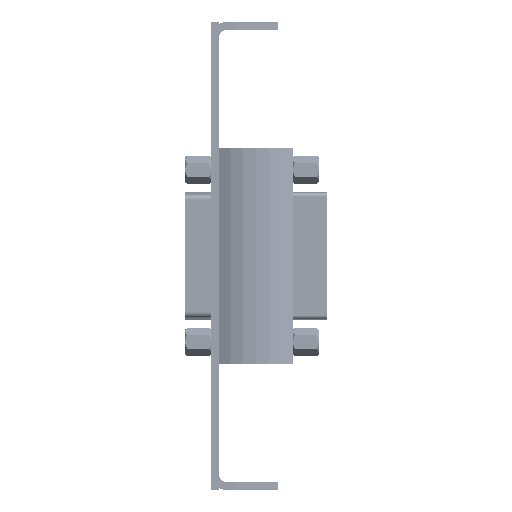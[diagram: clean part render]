
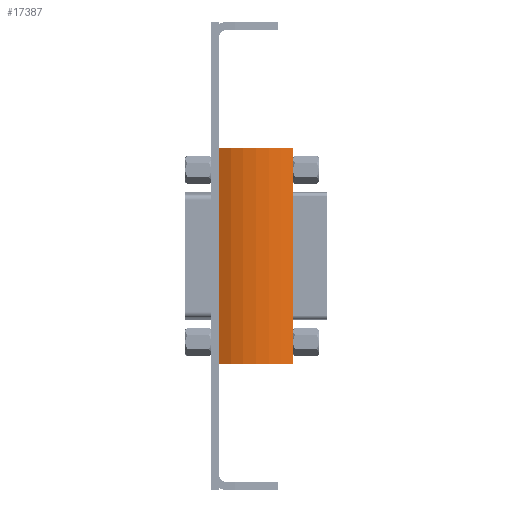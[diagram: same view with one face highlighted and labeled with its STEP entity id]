
A CAD part, left-side view. The second image highlights one B-rep face of the part: STEP entity #17387.
In plain terms, the highlighted cylindrical face has radius 14.681 mm (diameter 29.362 mm), a partial arc.
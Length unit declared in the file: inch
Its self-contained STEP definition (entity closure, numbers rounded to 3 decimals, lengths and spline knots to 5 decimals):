
#312 = DIRECTION ( 'NONE',  ( 0., 0., 1. ) ) ;
#3463 = CARTESIAN_POINT ( 'NONE',  ( 0.24512, 0., -0.804 ) ) ;
#5016 = AXIS2_PLACEMENT_3D ( 'NONE', #42494, #14448, #47192 ) ;
#5347 = CIRCLE ( 'NONE', #5932, 0.578 ) ;
#5932 = AXIS2_PLACEMENT_3D ( 'NONE', #25975, #58740, #30671 ) ;
#14197 = VECTOR ( 'NONE', #312, 39.37008 ) ;
#14448 = DIRECTION ( 'NONE',  ( 0., 0., -1. ) ) ;
#16362 = ORIENTED_EDGE ( 'NONE', *, *, #21390, .F. ) ;
#17387 = ADVANCED_FACE ( 'NONE', ( #56983 ), #19643, .T. ) ;
#17664 = ORIENTED_EDGE ( 'NONE', *, *, #24924, .F. ) ;
#19643 = CYLINDRICAL_SURFACE ( 'NONE', #21506, 0.578 ) ;
#21122 = EDGE_LOOP ( 'NONE', ( #58205, #17664, #16362, #32987 ) ) ;
#21390 = EDGE_CURVE ( 'NONE', #47322, #32151, #33716, .T. ) ;
#21506 = AXIS2_PLACEMENT_3D ( 'NONE', #3463, #26726, #50271 ) ;
#23567 = VERTEX_POINT ( 'NONE', #37098 ) ;
#24924 = EDGE_CURVE ( 'NONE', #32151, #44371, #37172, .T. ) ;
#25754 = CARTESIAN_POINT ( 'NONE',  ( -0.263, 0.2755, -0.804 ) ) ;
#25975 = CARTESIAN_POINT ( 'NONE',  ( 0.24512, 0., 0.804 ) ) ;
#26726 = DIRECTION ( 'NONE',  ( 0., 0., 1. ) ) ;
#27340 = EDGE_CURVE ( 'NONE', #47322, #23567, #29568, .T. ) ;
#29568 = LINE ( 'NONE', #33260, #14197 ) ;
#29815 = CARTESIAN_POINT ( 'NONE',  ( -0.263, -0.2755, -0.804 ) ) ;
#30671 = DIRECTION ( 'NONE',  ( 1., 0., 0. ) ) ;
#32151 = VERTEX_POINT ( 'NONE', #50210 ) ;
#32987 = ORIENTED_EDGE ( 'NONE', *, *, #27340, .T. ) ;
#33260 = CARTESIAN_POINT ( 'NONE',  ( -0.263, -0.2755, -0.804 ) ) ;
#33354 = EDGE_CURVE ( 'NONE', #23567, #44371, #5347, .T. ) ;
#33716 = CIRCLE ( 'NONE', #5016, 0.578 ) ;
#35707 = VECTOR ( 'NONE', #53827, 39.37008 ) ;
#37098 = CARTESIAN_POINT ( 'NONE',  ( -0.263, -0.2755, 0.804 ) ) ;
#37172 = LINE ( 'NONE', #25754, #35707 ) ;
#42197 = CARTESIAN_POINT ( 'NONE',  ( -0.263, 0.2755, 0.804 ) ) ;
#42494 = CARTESIAN_POINT ( 'NONE',  ( 0.24512, 0., -0.804 ) ) ;
#44371 = VERTEX_POINT ( 'NONE', #42197 ) ;
#47192 = DIRECTION ( 'NONE',  ( 1., 0., 0. ) ) ;
#47322 = VERTEX_POINT ( 'NONE', #29815 ) ;
#50210 = CARTESIAN_POINT ( 'NONE',  ( -0.263, 0.2755, -0.804 ) ) ;
#50271 = DIRECTION ( 'NONE',  ( 1., 0., 0. ) ) ;
#53827 = DIRECTION ( 'NONE',  ( 0., 0., 1. ) ) ;
#56983 = FACE_OUTER_BOUND ( 'NONE', #21122, .T. ) ;
#58205 = ORIENTED_EDGE ( 'NONE', *, *, #33354, .T. ) ;
#58740 = DIRECTION ( 'NONE',  ( 0., 0., -1. ) ) ;
